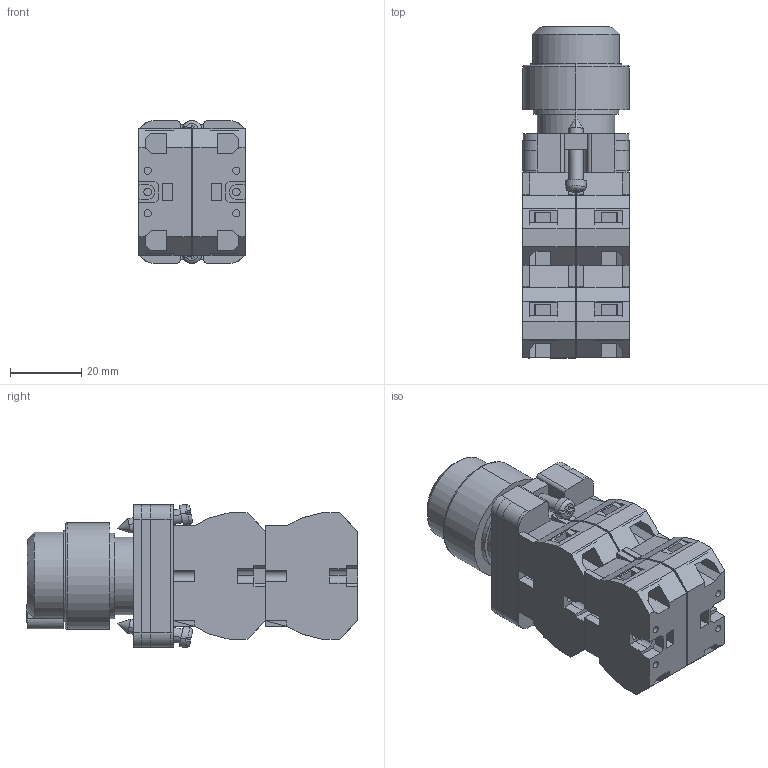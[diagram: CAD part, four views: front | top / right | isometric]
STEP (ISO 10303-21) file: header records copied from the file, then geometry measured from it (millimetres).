
FILE_DESCRIPTION (( 'STEP AP214' ), '1' );
FILE_NAME ('GCX1470-22.step', '2016-06-20T21:05:05', ( '' ), ( '' ), 'SwSTEP 2.0', 'SolidWorks 2016', '' );
FILE_SCHEMA (( 'AUTOMOTIVE_DESIGN' ));
Length unit declared in the file: inch
Products named in the file (5): ecx1030; GCX1470 OPERATOR; ecx1040; ecx1029; GCX1470-22
Assembly tree (6 placements, depth 2):
  GCX1470-22
    ecx1029
    ecx1040  x2
    GCX1470 OPERATOR
    ecx1030  x2
Bounding box: 29.91 x 93.34 x 40.16 mm (x, y, z)
Volume: 64867.5 mm3; surface area: 33874.8 mm2
Topology: 10 solids, 10 shells, 684 faces, 1876 edges, 1240 vertices
Faces by surface type: plane 460, cylinder 184, torus 24, cone 16
Entity records: 16563 total; most frequent: CARTESIAN_POINT 2967, DIRECTION 2717, ORIENTED_EDGE 2716, EDGE_CURVE 1358, VECTOR 929, LINE 929, VERTEX_POINT 900, AXIS2_PLACEMENT_3D 894
